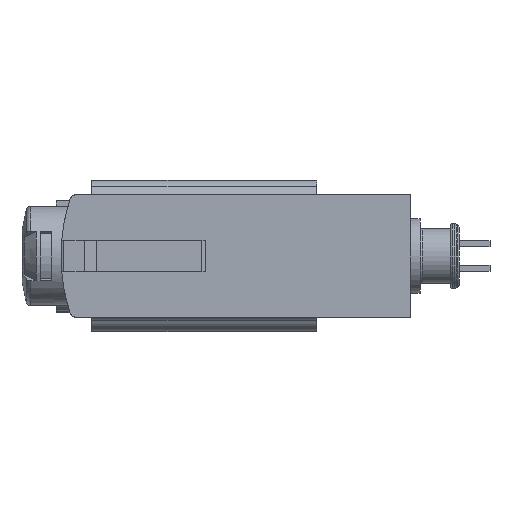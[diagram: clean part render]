
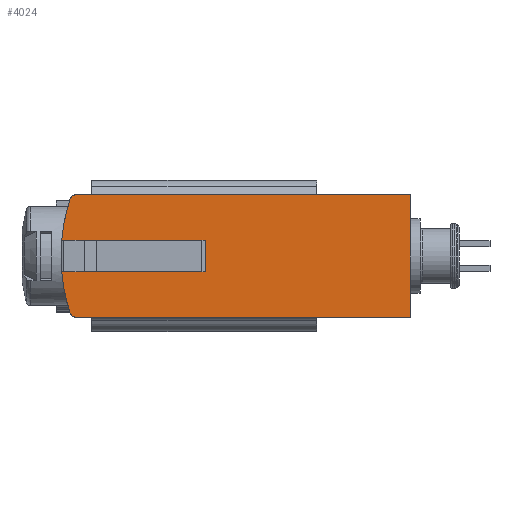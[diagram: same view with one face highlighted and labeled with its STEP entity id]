
A CAD part, left-side view. The second image highlights one B-rep face of the part: STEP entity #4024.
In plain terms, the highlighted planar face has unit normal (-1, 0, 0).
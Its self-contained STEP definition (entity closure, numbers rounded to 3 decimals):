
#40=PLANE('',#4424);
#289=CIRCLE('',#4246,15.);
#292=CIRCLE('',#4249,15.);
#344=CIRCLE('',#4380,0.5);
#361=CIRCLE('',#4425,0.5);
#479=LINE('',#6408,#848);
#500=LINE('',#6464,#869);
#516=LINE('',#6539,#885);
#517=LINE('',#6541,#886);
#518=LINE('',#6544,#887);
#519=LINE('',#6546,#888);
#848=VECTOR('',#5018,1000.);
#869=VECTOR('',#5067,1000.);
#885=VECTOR('',#5147,1000.);
#886=VECTOR('',#5150,1000.);
#887=VECTOR('',#5151,1000.);
#888=VECTOR('',#5154,1000.);
#1457=ORIENTED_EDGE('',*,*,#2601,.T.);
#1458=ORIENTED_EDGE('',*,*,#2602,.T.);
#1459=ORIENTED_EDGE('',*,*,#2347,.F.);
#1460=ORIENTED_EDGE('',*,*,#2538,.F.);
#1461=ORIENTED_EDGE('',*,*,#2535,.T.);
#1462=ORIENTED_EDGE('',*,*,#2600,.T.);
#1463=ORIENTED_EDGE('',*,*,#2563,.F.);
#1464=ORIENTED_EDGE('',*,*,#2603,.F.);
#1465=ORIENTED_EDGE('',*,*,#2350,.F.);
#1466=ORIENTED_EDGE('',*,*,#2604,.F.);
#2347=EDGE_CURVE('',#2939,#2940,#289,.T.);
#2350=EDGE_CURVE('',#2942,#2943,#292,.T.);
#2535=EDGE_CURVE('',#3123,#3122,#479,.T.);
#2538=EDGE_CURVE('',#3123,#2939,#344,.T.);
#2563=EDGE_CURVE('',#3143,#3144,#500,.T.);
#2600=EDGE_CURVE('',#3122,#3144,#516,.T.);
#2601=EDGE_CURVE('',#3163,#3164,#517,.T.);
#2602=EDGE_CURVE('',#3164,#2940,#518,.T.);
#2603=EDGE_CURVE('',#2943,#3143,#361,.T.);
#2604=EDGE_CURVE('',#3163,#2942,#519,.T.);
#2939=VERTEX_POINT('',#5977);
#2940=VERTEX_POINT('',#5979);
#2942=VERTEX_POINT('',#5983);
#2943=VERTEX_POINT('',#5985);
#3122=VERTEX_POINT('',#6407);
#3123=VERTEX_POINT('',#6409);
#3143=VERTEX_POINT('',#6463);
#3144=VERTEX_POINT('',#6465);
#3163=VERTEX_POINT('',#6542);
#3164=VERTEX_POINT('',#6543);
#3406=EDGE_LOOP('',(#1457,#1458,#1459,#1460,#1461,#1462,#1463,#1464,#1465,
#1466));
#3701=FACE_BOUND('',#3406,.T.);
#4024=ADVANCED_FACE('',(#3701),#40,.F.);
#4246=AXIS2_PLACEMENT_3D('',#5978,#4698,#4699);
#4249=AXIS2_PLACEMENT_3D('',#5984,#4704,#4705);
#4380=AXIS2_PLACEMENT_3D('',#6413,#5024,#5025);
#4424=AXIS2_PLACEMENT_3D('',#6540,#5148,#5149);
#4425=AXIS2_PLACEMENT_3D('',#6545,#5152,#5153);
#4698=DIRECTION('',(1.,0.,0.));
#4699=DIRECTION('',(0.,0.,-1.));
#4704=DIRECTION('',(1.,0.,0.));
#4705=DIRECTION('',(0.,0.,-1.));
#5018=DIRECTION('',(0.,-1.,0.));
#5024=DIRECTION('',(1.,0.,0.));
#5025=DIRECTION('',(0.,0.,-1.));
#5067=DIRECTION('',(0.,-1.,0.));
#5147=DIRECTION('',(0.,0.,1.));
#5148=DIRECTION('',(1.,0.,0.));
#5149=DIRECTION('',(0.,0.,-1.));
#5150=DIRECTION('',(0.,0.,-1.));
#5151=DIRECTION('',(0.,1.,0.));
#5152=DIRECTION('',(1.,0.,0.));
#5153=DIRECTION('',(0.,0.,-1.));
#5154=DIRECTION('',(0.,1.,0.));
#5977=CARTESIAN_POINT('',(-102.4,20.109,-4.655));
#5978=CARTESIAN_POINT('',(-102.4,5.85,0.));
#5979=CARTESIAN_POINT('',(-102.4,20.794,-1.3));
#5983=CARTESIAN_POINT('',(-102.4,20.794,1.3));
#5984=CARTESIAN_POINT('',(-102.4,5.85,0.));
#5985=CARTESIAN_POINT('',(-102.4,20.109,4.655));
#6407=CARTESIAN_POINT('',(-102.4,-7.65,-5.));
#6408=CARTESIAN_POINT('',(-102.4,23.,-5.));
#6409=CARTESIAN_POINT('',(-102.4,19.634,-5.));
#6413=CARTESIAN_POINT('',(-102.4,19.634,-4.5));
#6463=CARTESIAN_POINT('',(-102.4,19.634,5.));
#6464=CARTESIAN_POINT('',(-102.4,23.,5.));
#6465=CARTESIAN_POINT('',(-102.4,-7.65,5.));
#6539=CARTESIAN_POINT('',(-102.4,-7.65,-5.));
#6540=CARTESIAN_POINT('',(-102.4,23.,-5.));
#6541=CARTESIAN_POINT('',(-102.4,9.05,1.3));
#6542=CARTESIAN_POINT('',(-102.4,9.05,1.3));
#6543=CARTESIAN_POINT('',(-102.4,9.05,-1.3));
#6544=CARTESIAN_POINT('',(-102.4,9.05,-1.3));
#6545=CARTESIAN_POINT('',(-102.4,19.634,4.5));
#6546=CARTESIAN_POINT('',(-102.4,9.05,1.3));
